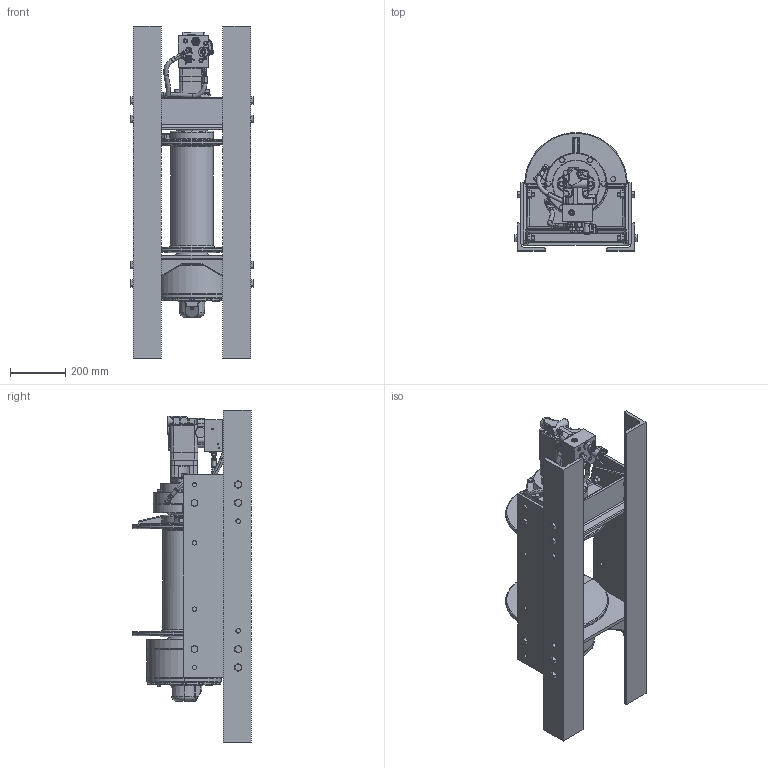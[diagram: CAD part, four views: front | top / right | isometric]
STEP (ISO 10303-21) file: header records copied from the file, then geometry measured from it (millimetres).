
FILE_DESCRIPTION((''),'2;1');
FILE_NAME('TWG-TEMP','2020-10-19T01:03:45',('Administrator'),(''),'CREO PARAMETRIC BY PTC INC, 2019030','CREO PARAMETRIC BY PTC INC, 2019030','');
FILE_SCHEMA(('AUTOMOTIVE_DESIGN { 1 0 10303 214 1 1 1 1 }'));
Products named in the file (1): TWG-TEMP
Bounding box: 449.99 x 431.01 x 1206.5 mm (x, y, z)
Surface area: 3616170.1 mm2 (no closed solid volume)
Topology: 0 solids, 215 shells, 2417 faces, 8651 edges, 6234 vertices
Faces by surface type: plane 902, cylinder 614, torus 430, cone 269, bspline 147, sphere 55
Entity records: 135240 total; most frequent: CARTESIAN_POINT 49730, ORIENTED_EDGE 13466, DIRECTION 12836, EDGE_CURVE 8537, VERTEX_POINT 6234, AXIS2_PLACEMENT_3D 4523, VECTOR 3787, LINE 3787
